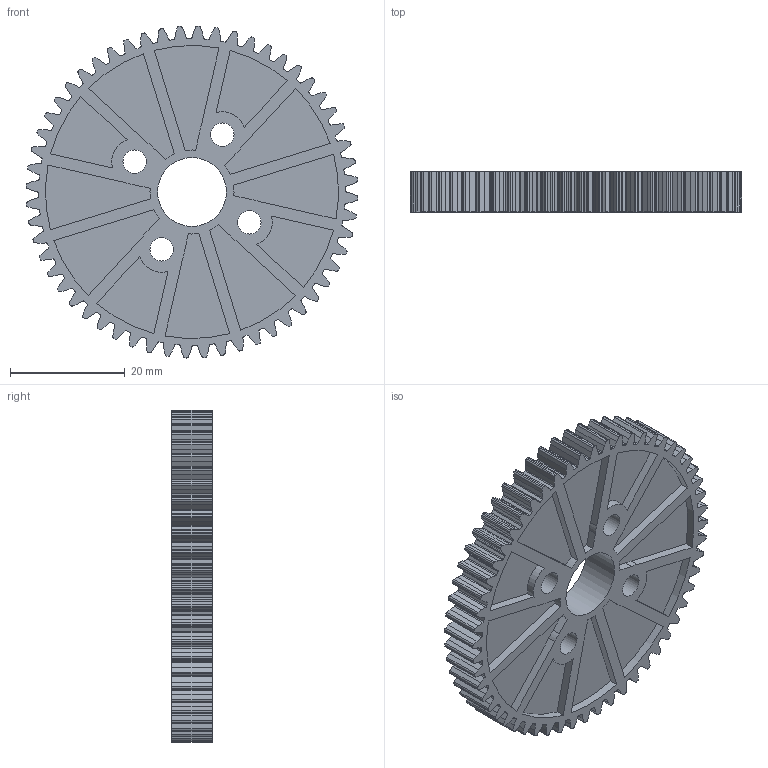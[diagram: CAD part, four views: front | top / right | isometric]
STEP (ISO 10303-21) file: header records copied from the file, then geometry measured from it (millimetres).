
FILE_DESCRIPTION(/* description */ (''),/* implementation_level */ '2;1');
FILE_NAME(/* name */ 'Matrix_12-0056_Gear.ipt.stp',/* time_stamp */ '2014-12-18T17:44:08-08:00',/* author */ ('Autodesk Inc.'),/* organization */ ('Autodesk Inc.'),/* preprocessor_version */ 'ST-DEVELOPER v15.6',/* originating_system */ 'Autodesk Inventor 2015',/* authorisation */ '');
FILE_SCHEMA (('AUTOMOTIVE_DESIGN { 1 0 10303 214 3 1 1 }'));
Length unit declared in the file: millimetre
Products named in the file (1): Matrix_12-0056_Gear
Bounding box: 57.87 x 7 x 57.87 mm (x, y, z)
Volume: 11845.8 mm3; surface area: 9199.1 mm2
Topology: 1 solids, 1 shells, 719 faces, 2079 edges, 1386 vertices
Faces by surface type: plane 370, cylinder 349
Full cylindrical faces by diameter (mm): 4.078 x4, 12 x1
Entity records: 23850 total; most frequent: DIRECTION 4212, CARTESIAN_POINT 4180, ORIENTED_EDGE 4148, EDGE_CURVE 2074, AXIS2_PLACEMENT_3D 1418, VERTEX_POINT 1386, LINE 1376, VECTOR 1376
